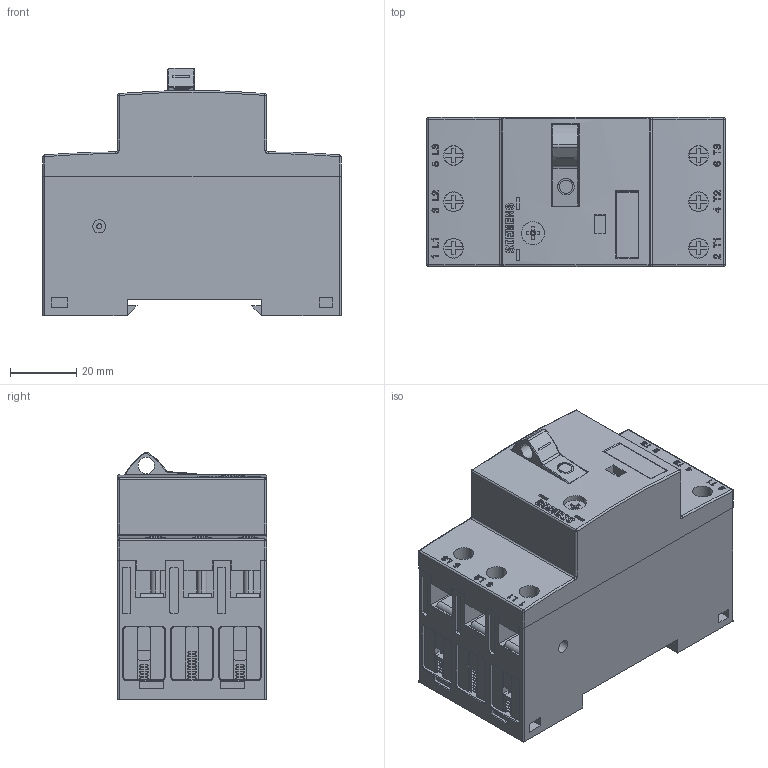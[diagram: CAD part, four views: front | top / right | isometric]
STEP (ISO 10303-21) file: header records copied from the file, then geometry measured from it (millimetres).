
FILE_DESCRIPTION(('CATIA V5 STEP Exchange'),'2;1');
FILE_NAME('3RV1011-1EA10 (DISJ MOTOR SIEMENS).stp','2011-09-13T02:05:41+00:00',('none'),('none'),'CATIA Version 5 Release 17 (IN-10)','CATIA V5 STEP AP203','none');
FILE_SCHEMA(('CONFIG_CONTROL_DESIGN'));
Products named in the file (1): 3RV1011-1EA10
Bounding box: 90 x 45 x 74.73 mm (x, y, z)
Volume: 219210.8 mm3; surface area: 43429.3 mm2
Topology: 46 solids, 46 shells, 2219 faces, 5983 edges, 3945 vertices
Faces by surface type: plane 1847, cylinder 277, torus 46, extrusion 40, sphere 8, cone 1
Entity records: 66637 total; most frequent: CARTESIAN_POINT 16528, ORIENTED_EDGE 11950, DIRECTION 7577, EDGE_CURVE 5975, VERTEX_POINT 3945, VECTOR 3614, LINE 3574, AXIS2_PLACEMENT_3D 2356
